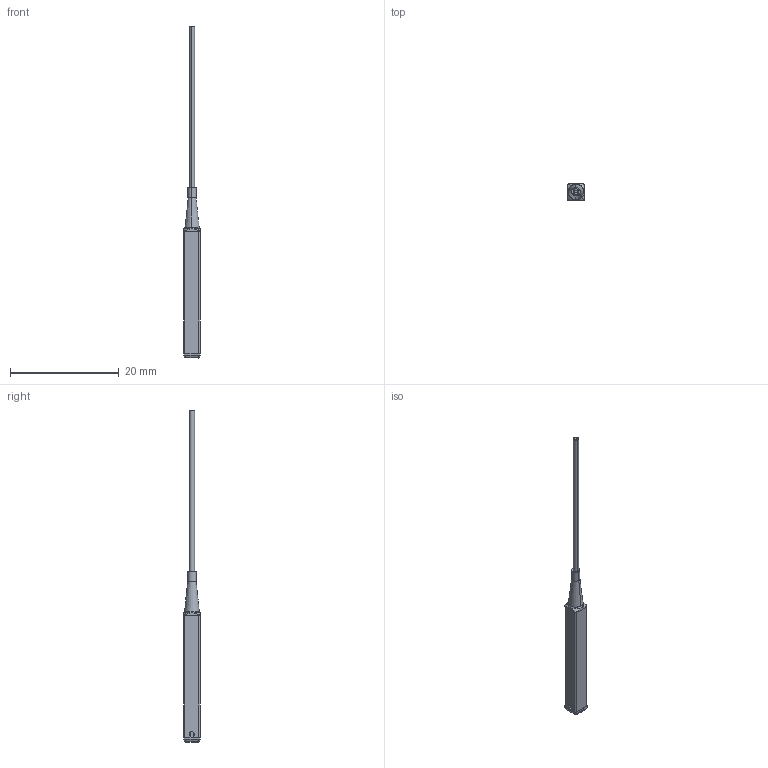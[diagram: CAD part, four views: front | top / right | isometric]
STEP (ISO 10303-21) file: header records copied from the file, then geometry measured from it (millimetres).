
FILE_DESCRIPTION((''),'2;1');
FILE_NAME('193354_ASM','2016-03-02T',('pdmadmin'),(''),'PRO/ENGINEER BY PARAMETRIC TECHNOLOGY CORPORATION, 2013230','PRO/ENGINEER BY PARAMETRIC TECHNOLOGY CORPORATION, 2013230','');
FILE_SCHEMA(('CONFIG_CONTROL_DESIGN'));
Length unit declared in the file: millimetre
Products named in the file (10): 113618; 112911; 10141; FIBER_CORE_020_X_; 113619_ASM; 112912; 112910; 112913; 27755_ASM; 193354_ASM
Assembly tree (9 placements, depth 4):
  193354_ASM
    27755_ASM
      113619_ASM
        113618
        112911
        10141
        FIBER_CORE_020_X_
      112912
      112910
      112913
Bounding box: 3.08 x 3.08 x 61.14 mm (x, y, z)
Volume: 246.1 mm3; surface area: 1069.4 mm2
Topology: 7 solids, 11 shells, 210 faces, 522 edges, 329 vertices
Faces by surface type: plane 78, cylinder 76, cone 42, sphere 6, torus 4, bspline 4
Entity records: 7057 total; most frequent: CARTESIAN_POINT 1885, DIRECTION 1071, ORIENTED_EDGE 1014, EDGE_CURVE 516, AXIS2_PLACEMENT_3D 423, VERTEX_POINT 329, VECTOR 225, LINE 225
